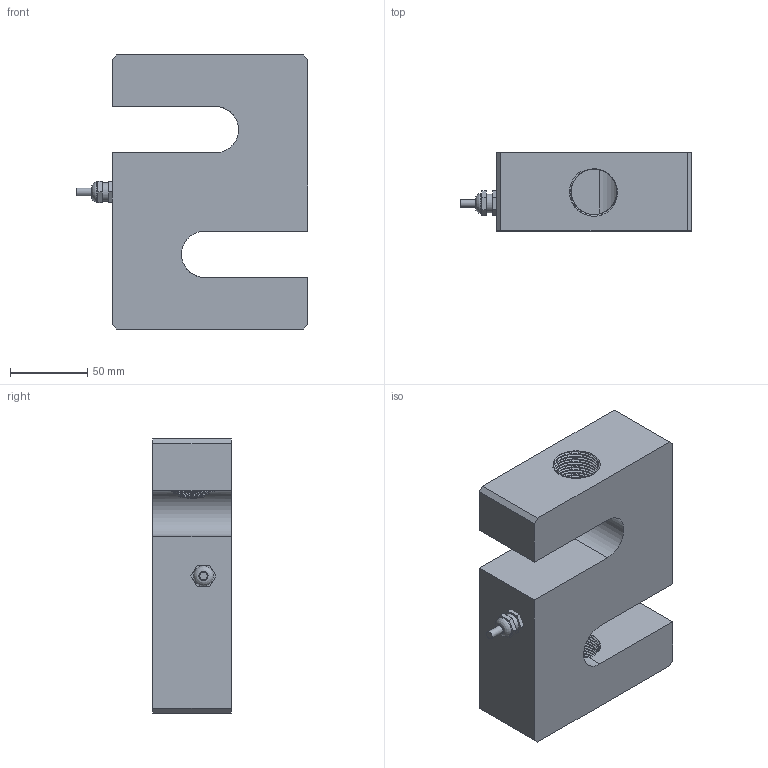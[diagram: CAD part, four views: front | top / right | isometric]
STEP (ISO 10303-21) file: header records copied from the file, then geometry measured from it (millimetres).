
FILE_DESCRIPTION(/* description */ (''),/* implementation_level */ '2;1');
FILE_NAME(/* name */ '101BS-20klb v5.step',/* time_stamp */ '2020-01-23T09:54:14-08:00',/* author */ (''),/* organization */ (''),/* preprocessor_version */ 'ST-DEVELOPER v18',/* originating_system */ 'Autodesk Translation Framework v8.12.0.6',/* authorisation */ '');
FILE_SCHEMA (('AUTOMOTIVE_DESIGN { 1 0 10303 214 3 1 1 }'));
Length unit declared in the file: millimetre
Products named in the file (2): 101BS-20klb; Connector v1
Assembly tree (1 placements, depth 2):
  101BS-20klb
    Connector v1
Bounding box: 150.36 x 50.8 x 177.8 mm (x, y, z)
Volume: 809748.7 mm3; surface area: 98781.3 mm2
Topology: 2 solids, 5 shells, 147 faces, 397 edges, 263 vertices
Faces by surface type: cylinder 91, plane 42, bspline 14
Full cylindrical faces by diameter (mm): 5.1 x1, 10 x1, 12 x1, 13 x1, 29.693 x32, 31.75 x30, 35.6 x1, 36 x2, 37 x2
Entity records: 12613 total; most frequent: CARTESIAN_POINT 9270, ORIENTED_EDGE 794, DIRECTION 496, EDGE_CURVE 397, VERTEX_POINT 263, B_SPLINE_CURVE_WITH_KNOTS 206, AXIS2_PLACEMENT_3D 169, EDGE_LOOP 158
